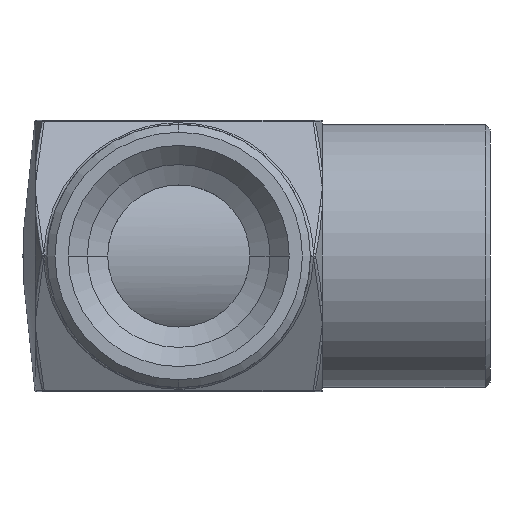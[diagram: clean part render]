
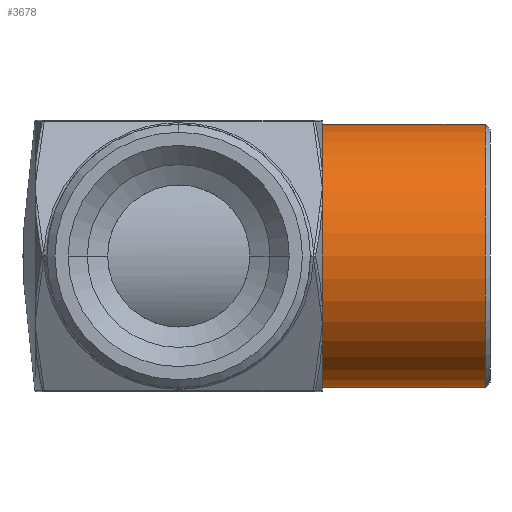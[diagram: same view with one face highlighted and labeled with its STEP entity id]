
A CAD part, front view. The second image highlights one B-rep face of the part: STEP entity #3678.
In plain terms, the highlighted cylindrical face has radius 8.25 mm (diameter 16.5 mm), a partial arc.
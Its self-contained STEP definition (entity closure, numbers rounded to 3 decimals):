
#445=FACE_OUTER_BOUND('',#906,.F.);
#906=EDGE_LOOP('',(#1463,#1464,#1465,#1466));
#1463=ORIENTED_EDGE('',*,*,#5876,.F.);
#1464=ORIENTED_EDGE('',*,*,#6656,.F.);
#1465=ORIENTED_EDGE('',*,*,#5879,.F.);
#1466=ORIENTED_EDGE('',*,*,#6655,.F.);
#3678=ADVANCED_FACE('',(#445),#4130,.T.);
#4130=CYLINDRICAL_SURFACE('',#7996,8.25);
#4498=LINE('',#13785,#4982);
#4499=LINE('',#13786,#4983);
#4982=VECTOR('',#9061,10.2);
#4983=VECTOR('',#9062,10.2);
#5609=CIRCLE('',#7769,8.25);
#5612=CIRCLE('',#7772,8.25);
#5876=EDGE_CURVE('',#7637,#7636,#5609,.T.);
#5879=EDGE_CURVE('',#7634,#7635,#5612,.T.);
#6655=EDGE_CURVE('',#7636,#7634,#4498,.T.);
#6656=EDGE_CURVE('',#7635,#7637,#4499,.T.);
#7634=VERTEX_POINT('',#10759);
#7635=VERTEX_POINT('',#10760);
#7636=VERTEX_POINT('',#10761);
#7637=VERTEX_POINT('',#10762);
#7769=AXIS2_PLACEMENT_3D('',#10899,#8411,#8412);
#7772=AXIS2_PLACEMENT_3D('',#10902,#8417,#8418);
#7996=AXIS2_PLACEMENT_3D('',#14508,#9323,#9324);
#8411=DIRECTION('',(-1.,0.,0.));
#8412=DIRECTION('',(0.,0.,-1.));
#8417=DIRECTION('',(1.,0.,0.));
#8418=DIRECTION('',(0.,0.,1.));
#9061=DIRECTION('',(-1.,0.,0.));
#9062=DIRECTION('',(1.,0.,0.));
#9323=DIRECTION('',(-1.,0.,0.));
#9324=DIRECTION('',(0.,0.087,-0.996));
#10759=CARTESIAN_POINT('',(9.,0.,8.25));
#10760=CARTESIAN_POINT('',(9.,0.,-8.25));
#10761=CARTESIAN_POINT('',(19.2,0.,8.25));
#10762=CARTESIAN_POINT('',(19.2,0.,-8.25));
#10899=CARTESIAN_POINT('',(19.2,0.,0.));
#10902=CARTESIAN_POINT('',(9.,0.,0.));
#13785=CARTESIAN_POINT('',(19.2,0.,8.25));
#13786=CARTESIAN_POINT('',(9.,0.,-8.25));
#14508=CARTESIAN_POINT('',(8.49,0.,0.));
